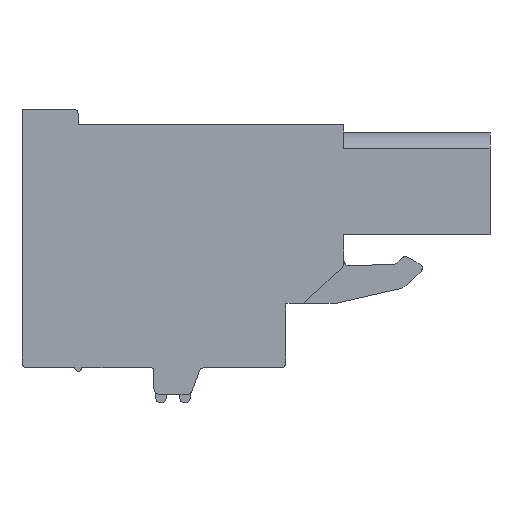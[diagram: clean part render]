
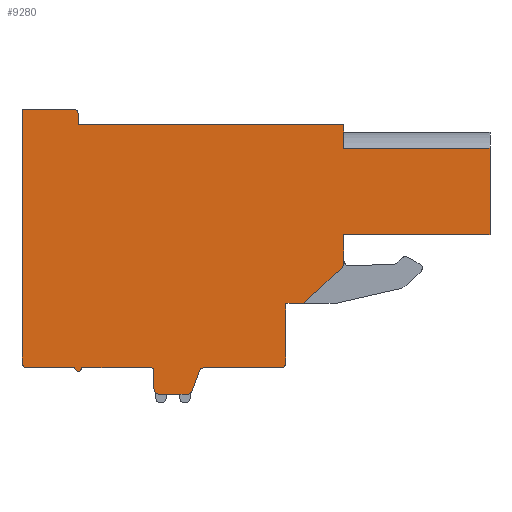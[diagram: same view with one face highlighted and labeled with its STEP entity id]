
A CAD part, left-side view. The second image highlights one B-rep face of the part: STEP entity #9280.
In plain terms, the highlighted planar face has unit normal (-1, 0, 0).
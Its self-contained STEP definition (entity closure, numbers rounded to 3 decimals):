
#1=DIRECTION('',(0.,1.,0.));
#2=VECTOR('',#1,8.3);
#3=CARTESIAN_POINT('',(0.,-13.96,5.635));
#4=LINE('',#3,#2);
#5=DIRECTION('',(0.,1.,0.));
#6=VECTOR('',#5,8.3);
#7=CARTESIAN_POINT('',(0.,-13.96,0.73));
#8=LINE('',#7,#6);
#9=DIRECTION('',(0.,0.,-1.));
#10=VECTOR('',#9,1.64);
#11=CARTESIAN_POINT('',(0.,-5.66,0.73));
#12=LINE('',#11,#10);
#13=CARTESIAN_POINT('',(0.,-5.36,-0.91));
#14=DIRECTION('',(1.,0.,0.));
#15=DIRECTION('',(0.,-1.,0.));
#16=AXIS2_PLACEMENT_3D('',#13,#14,#15);
#18=DIRECTION('',(0.,0.731,-0.683));
#19=VECTOR('',#18,3.018);
#20=CARTESIAN_POINT('',(0.,-5.565,-1.129));
#21=LINE('',#20,#19);
#22=DIRECTION('',(0.,1.,0.));
#23=VECTOR('',#22,1.);
#24=CARTESIAN_POINT('',(0.,-3.36,-3.19));
#25=LINE('',#24,#23);
#26=DIRECTION('',(0.,0.,-1.));
#27=VECTOR('',#26,0.5);
#28=CARTESIAN_POINT('',(0.,-2.36,-3.19));
#29=LINE('',#28,#27);
#30=DIRECTION('',(0.,0.,-1.));
#31=VECTOR('',#30,2.35);
#32=CARTESIAN_POINT('',(0.,-2.36,-3.69));
#33=LINE('',#32,#31);
#34=DIRECTION('',(0.,0.,-1.));
#35=VECTOR('',#34,0.5);
#36=CARTESIAN_POINT('',(0.,-2.36,-6.04));
#37=LINE('',#36,#35);
#38=CARTESIAN_POINT('',(0.,-2.06,-6.54));
#39=DIRECTION('',(1.,0.,0.));
#40=DIRECTION('',(0.,-1.,0.));
#41=AXIS2_PLACEMENT_3D('',#38,#39,#40);
#43=DIRECTION('',(0.,1.,0.));
#44=VECTOR('',#43,4.34);
#45=CARTESIAN_POINT('',(0.,-2.06,-6.84));
#46=LINE('',#45,#44);
#47=CARTESIAN_POINT('',(0.,2.28,-7.14));
#48=DIRECTION('',(-1.,0.,0.));
#49=DIRECTION('',(0.,0.,1.));
#50=AXIS2_PLACEMENT_3D('',#47,#48,#49);
#52=DIRECTION('',(0.,0.345,-0.939));
#53=VECTOR('',#52,1.179);
#54=CARTESIAN_POINT('',(0.,2.562,-7.037));
#55=LINE('',#54,#53);
#56=CARTESIAN_POINT('',(0.,3.25,-8.04));
#57=DIRECTION('',(1.,0.,0.));
#58=DIRECTION('',(0.,-0.939,-0.345));
#59=AXIS2_PLACEMENT_3D('',#56,#57,#58);
#61=DIRECTION('',(0.,1.,0.));
#62=VECTOR('',#61,1.59);
#63=CARTESIAN_POINT('',(0.,3.25,-8.34));
#64=LINE('',#63,#62);
#65=CARTESIAN_POINT('',(0.,4.84,-8.04));
#66=DIRECTION('',(1.,0.,0.));
#67=DIRECTION('',(0.,0.,-1.));
#68=AXIS2_PLACEMENT_3D('',#65,#66,#67);
#70=DIRECTION('',(0.,0.,1.));
#71=VECTOR('',#70,1.);
#72=CARTESIAN_POINT('',(0.,5.14,-8.04));
#73=LINE('',#72,#71);
#74=CARTESIAN_POINT('',(0.,5.34,-7.04));
#75=DIRECTION('',(-1.,0.,0.));
#76=DIRECTION('',(0.,-1.,0.));
#77=AXIS2_PLACEMENT_3D('',#74,#75,#76);
#79=DIRECTION('',(0.,1.,0.));
#80=VECTOR('',#79,3.9);
#81=CARTESIAN_POINT('',(0.,5.34,-6.84));
#82=LINE('',#81,#80);
#83=CARTESIAN_POINT('',(0.,9.44,-6.84));
#84=DIRECTION('',(1.,0.,0.));
#85=DIRECTION('',(0.,-1.,0.));
#86=AXIS2_PLACEMENT_3D('',#83,#84,#85);
#88=DIRECTION('',(0.,1.,0.));
#89=VECTOR('',#88,2.7);
#90=CARTESIAN_POINT('',(0.,9.64,-6.84));
#91=LINE('',#90,#89);
#92=CARTESIAN_POINT('',(0.,12.34,-6.54));
#93=DIRECTION('',(1.,0.,0.));
#94=DIRECTION('',(0.,0.,-1.));
#95=AXIS2_PLACEMENT_3D('',#92,#93,#94);
#97=DIRECTION('',(0.,0.,1.));
#98=VECTOR('',#97,0.5);
#99=CARTESIAN_POINT('',(0.,12.64,-6.54));
#100=LINE('',#99,#98);
#101=DIRECTION('',(0.,0.,1.));
#102=VECTOR('',#101,13.9);
#103=CARTESIAN_POINT('',(0.,12.64,-6.04));
#104=LINE('',#103,#102);
#105=DIRECTION('',(0.,-1.,0.));
#106=VECTOR('',#105,2.9);
#107=CARTESIAN_POINT('',(0.,12.64,7.86));
#108=LINE('',#107,#106);
#109=CARTESIAN_POINT('',(0.,9.74,7.56));
#110=DIRECTION('',(1.,0.,0.));
#111=DIRECTION('',(0.,0.,1.));
#112=AXIS2_PLACEMENT_3D('',#109,#110,#111);
#114=DIRECTION('',(0.,0.,-1.));
#115=VECTOR('',#114,0.6);
#116=CARTESIAN_POINT('',(0.,9.44,7.56));
#117=LINE('',#116,#115);
#118=DIRECTION('',(0.,-1.,0.));
#119=VECTOR('',#118,15.1);
#120=CARTESIAN_POINT('',(0.,9.44,6.96));
#121=LINE('',#120,#119);
#229=DIRECTION('',(0.,0.,1.));
#230=VECTOR('',#229,1.325);
#231=CARTESIAN_POINT('',(0.,-5.66,5.635));
#232=LINE('',#231,#230);
#608=DIRECTION('',(0.,0.,1.));
#609=VECTOR('',#608,4.905);
#610=CARTESIAN_POINT('',(0.,-13.96,0.73));
#611=LINE('',#610,#609);
#7013=CARTESIAN_POINT('',(0.,12.34,-6.84));
#7014=CARTESIAN_POINT('',(0.,12.64,-6.54));
#7015=VERTEX_POINT('',#7013);
#7016=VERTEX_POINT('',#7014);
#7017=CARTESIAN_POINT('',(0.,12.64,-6.04));
#7018=VERTEX_POINT('',#7017);
#7019=CARTESIAN_POINT('',(0.,12.64,7.86));
#7020=VERTEX_POINT('',#7019);
#7021=CARTESIAN_POINT('',(0.,9.74,7.86));
#7022=VERTEX_POINT('',#7021);
#7023=CARTESIAN_POINT('',(0.,9.44,7.56));
#7024=VERTEX_POINT('',#7023);
#7025=CARTESIAN_POINT('',(0.,9.44,6.96));
#7026=VERTEX_POINT('',#7025);
#7027=CARTESIAN_POINT('',(0.,-5.66,6.96));
#7028=VERTEX_POINT('',#7027);
#7029=CARTESIAN_POINT('',(0.,-13.96,0.73));
#7030=CARTESIAN_POINT('',(0.,-5.66,0.73));
#7031=VERTEX_POINT('',#7029);
#7032=VERTEX_POINT('',#7030);
#7033=CARTESIAN_POINT('',(0.,-5.66,-0.91));
#7034=VERTEX_POINT('',#7033);
#7035=CARTESIAN_POINT('',(0.,-5.565,-1.129));
#7036=VERTEX_POINT('',#7035);
#7037=CARTESIAN_POINT('',(0.,-3.36,-3.19));
#7038=VERTEX_POINT('',#7037);
#7039=CARTESIAN_POINT('',(0.,-2.36,-3.19));
#7040=VERTEX_POINT('',#7039);
#7041=CARTESIAN_POINT('',(0.,-2.36,-3.69));
#7042=VERTEX_POINT('',#7041);
#7043=CARTESIAN_POINT('',(0.,-2.36,-6.04));
#7044=VERTEX_POINT('',#7043);
#7045=CARTESIAN_POINT('',(0.,-2.36,-6.54));
#7046=VERTEX_POINT('',#7045);
#7047=CARTESIAN_POINT('',(0.,-2.06,-6.84));
#7048=VERTEX_POINT('',#7047);
#7049=CARTESIAN_POINT('',(0.,2.28,-6.84));
#7050=VERTEX_POINT('',#7049);
#7051=CARTESIAN_POINT('',(0.,2.562,-7.037));
#7052=VERTEX_POINT('',#7051);
#7053=CARTESIAN_POINT('',(0.,2.968,-8.143));
#7054=VERTEX_POINT('',#7053);
#7055=CARTESIAN_POINT('',(0.,3.25,-8.34));
#7056=VERTEX_POINT('',#7055);
#7057=CARTESIAN_POINT('',(0.,4.84,-8.34));
#7058=VERTEX_POINT('',#7057);
#7059=CARTESIAN_POINT('',(0.,5.14,-8.04));
#7060=VERTEX_POINT('',#7059);
#7061=CARTESIAN_POINT('',(0.,5.14,-7.04));
#7062=VERTEX_POINT('',#7061);
#7063=CARTESIAN_POINT('',(0.,5.34,-6.84));
#7064=VERTEX_POINT('',#7063);
#7065=CARTESIAN_POINT('',(0.,9.24,-6.84));
#7066=VERTEX_POINT('',#7065);
#7067=CARTESIAN_POINT('',(0.,9.64,-6.84));
#7068=VERTEX_POINT('',#7067);
#7373=CARTESIAN_POINT('',(0.,-13.96,5.635));
#7374=CARTESIAN_POINT('',(0.,-5.66,5.635));
#7375=VERTEX_POINT('',#7373);
#7376=VERTEX_POINT('',#7374);
#9213=CARTESIAN_POINT('',(0.,0.,0.));
#9214=DIRECTION('',(1.,0.,0.));
#9215=DIRECTION('',(0.,-1.,0.));
#9216=AXIS2_PLACEMENT_3D('',#9213,#9214,#9215);
#9217=PLANE('',#9216);
#9219=ORIENTED_EDGE('',*,*,#9218,.F.);
#9221=ORIENTED_EDGE('',*,*,#9220,.F.);
#9223=ORIENTED_EDGE('',*,*,#9222,.T.);
#9225=ORIENTED_EDGE('',*,*,#9224,.T.);
#9227=ORIENTED_EDGE('',*,*,#9226,.T.);
#9229=ORIENTED_EDGE('',*,*,#9228,.T.);
#9231=ORIENTED_EDGE('',*,*,#9230,.T.);
#9233=ORIENTED_EDGE('',*,*,#9232,.T.);
#9235=ORIENTED_EDGE('',*,*,#9234,.T.);
#9237=ORIENTED_EDGE('',*,*,#9236,.T.);
#9239=ORIENTED_EDGE('',*,*,#9238,.T.);
#9241=ORIENTED_EDGE('',*,*,#9240,.T.);
#9243=ORIENTED_EDGE('',*,*,#9242,.T.);
#9245=ORIENTED_EDGE('',*,*,#9244,.T.);
#9247=ORIENTED_EDGE('',*,*,#9246,.T.);
#9249=ORIENTED_EDGE('',*,*,#9248,.T.);
#9251=ORIENTED_EDGE('',*,*,#9250,.T.);
#9253=ORIENTED_EDGE('',*,*,#9252,.T.);
#9255=ORIENTED_EDGE('',*,*,#9254,.T.);
#9257=ORIENTED_EDGE('',*,*,#9256,.T.);
#9259=ORIENTED_EDGE('',*,*,#9258,.T.);
#9261=ORIENTED_EDGE('',*,*,#9260,.T.);
#9263=ORIENTED_EDGE('',*,*,#9262,.T.);
#9265=ORIENTED_EDGE('',*,*,#9264,.T.);
#9267=ORIENTED_EDGE('',*,*,#9266,.T.);
#9269=ORIENTED_EDGE('',*,*,#9268,.T.);
#9271=ORIENTED_EDGE('',*,*,#9270,.T.);
#9273=ORIENTED_EDGE('',*,*,#9272,.T.);
#9275=ORIENTED_EDGE('',*,*,#9274,.T.);
#9277=ORIENTED_EDGE('',*,*,#9276,.F.);
#9278=EDGE_LOOP('',(#9219,#9221,#9223,#9225,#9227,#9229,#9231,#9233,#9235,#9237,
#9239,#9241,#9243,#9245,#9247,#9249,#9251,#9253,#9255,#9257,#9259,#9261,#9263,
#9265,#9267,#9269,#9271,#9273,#9275,#9277));
#9279=FACE_OUTER_BOUND('',#9278,.F.);
#9280=ADVANCED_FACE('',(#9279),#9217,.F.);
#17=CIRCLE('',#16,0.3);
#42=CIRCLE('',#41,0.3);
#51=CIRCLE('',#50,0.3);
#60=CIRCLE('',#59,0.3);
#69=CIRCLE('',#68,0.3);
#78=CIRCLE('',#77,0.2);
#87=CIRCLE('',#86,0.2);
#96=CIRCLE('',#95,0.3);
#113=CIRCLE('',#112,0.3);
#9218=EDGE_CURVE('',#7375,#7376,#4,.T.);
#9220=EDGE_CURVE('',#7031,#7375,#611,.T.);
#9222=EDGE_CURVE('',#7031,#7032,#8,.T.);
#9224=EDGE_CURVE('',#7032,#7034,#12,.T.);
#9226=EDGE_CURVE('',#7034,#7036,#17,.T.);
#9228=EDGE_CURVE('',#7036,#7038,#21,.T.);
#9230=EDGE_CURVE('',#7038,#7040,#25,.T.);
#9232=EDGE_CURVE('',#7040,#7042,#29,.T.);
#9234=EDGE_CURVE('',#7042,#7044,#33,.T.);
#9236=EDGE_CURVE('',#7044,#7046,#37,.T.);
#9238=EDGE_CURVE('',#7046,#7048,#42,.T.);
#9240=EDGE_CURVE('',#7048,#7050,#46,.T.);
#9242=EDGE_CURVE('',#7050,#7052,#51,.T.);
#9244=EDGE_CURVE('',#7052,#7054,#55,.T.);
#9246=EDGE_CURVE('',#7054,#7056,#60,.T.);
#9248=EDGE_CURVE('',#7056,#7058,#64,.T.);
#9250=EDGE_CURVE('',#7058,#7060,#69,.T.);
#9252=EDGE_CURVE('',#7060,#7062,#73,.T.);
#9254=EDGE_CURVE('',#7062,#7064,#78,.T.);
#9256=EDGE_CURVE('',#7064,#7066,#82,.T.);
#9258=EDGE_CURVE('',#7066,#7068,#87,.T.);
#9260=EDGE_CURVE('',#7068,#7015,#91,.T.);
#9262=EDGE_CURVE('',#7015,#7016,#96,.T.);
#9264=EDGE_CURVE('',#7016,#7018,#100,.T.);
#9266=EDGE_CURVE('',#7018,#7020,#104,.T.);
#9268=EDGE_CURVE('',#7020,#7022,#108,.T.);
#9270=EDGE_CURVE('',#7022,#7024,#113,.T.);
#9272=EDGE_CURVE('',#7024,#7026,#117,.T.);
#9274=EDGE_CURVE('',#7026,#7028,#121,.T.);
#9276=EDGE_CURVE('',#7376,#7028,#232,.T.);
